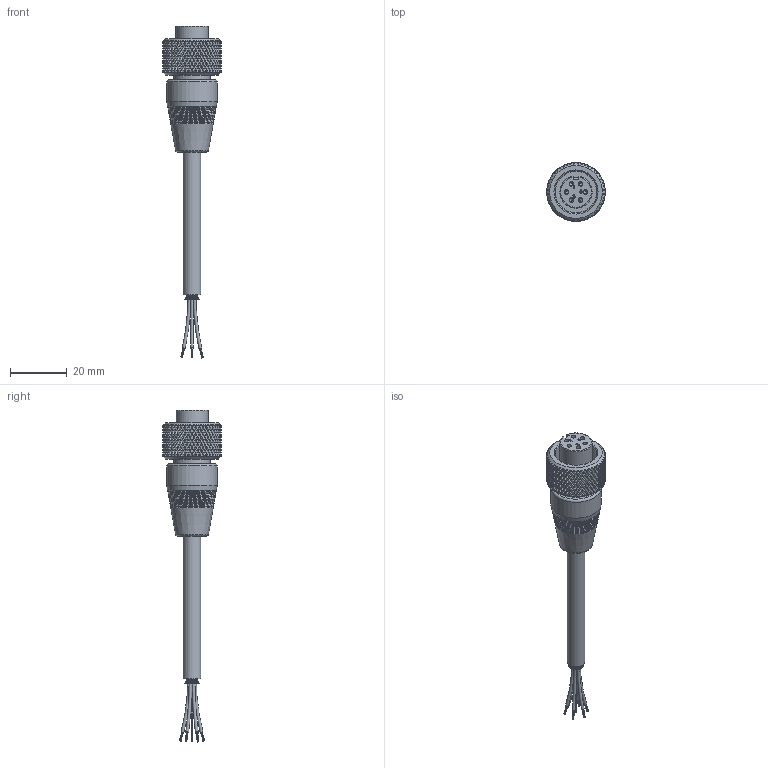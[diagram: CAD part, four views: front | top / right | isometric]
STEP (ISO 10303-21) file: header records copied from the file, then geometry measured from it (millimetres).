
FILE_DESCRIPTION(/* description */ (''),/* implementation_level */ '2;1');
FILE_NAME(/* name */ 'A6A.stp',/* time_stamp */ '2023-02-16T09:23:37-05:00',/* author */ ('cthayer'),/* organization */ (''),/* preprocessor_version */ 'ST-DEVELOPER v19',/* originating_system */ 'Autodesk Inventor 2023',/* authorisation */ '');
FILE_SCHEMA (('AUTOMOTIVE_DESIGN { 1 0 10303 214 3 1 1 }'));
Products named in the file (6): A6A; MSP10137, AXA BACKSHELL; CBP10001; EPN11422; CB123; CBP10557
Assembly tree (10 placements, depth 2):
  A6A
    MSP10137, AXA BACKSHELL
    CBP10001
    EPN11422
    CB123
    CBP10557  x6
Bounding box: 20.57 x 20.57 x 116.62 mm (x, y, z)
Volume: 8237.2 mm3; surface area: 10205.6 mm2
Topology: 11 solids, 11 shells, 4299 faces, 11649 edges, 6540 vertices
Faces by surface type: bspline 2812, cylinder 935, plane 496, cone 47, torus 9
Full cylindrical faces by diameter (mm): 0.127 x42, 0.74 x12, 1.25 x12, 1.575 x6, 1.803 x6, 1.854 x6, 1.981 x18, 2.54 x6, 2.591 x6, 4.445 x1, 6.223 x1, 10.16 x1, 10.668 x1, 10.766 x2, 12.649 x2, 12.827 x1, 14.605 x1, 14.732 x1, 15.875 x1, 17.78 x1
Entity records: 263218 total; most frequent: CARTESIAN_POINT 179003, ORIENTED_EDGE 22894, EDGE_CURVE 11447, B_SPLINE_CURVE_WITH_KNOTS 8593, DIRECTION 7362, VERTEX_POINT 6410, EDGE_LOOP 4355, FACE_OUTER_BOUND 4214
